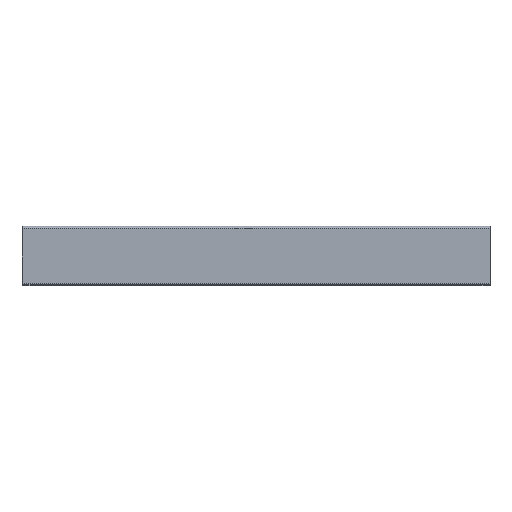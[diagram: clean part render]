
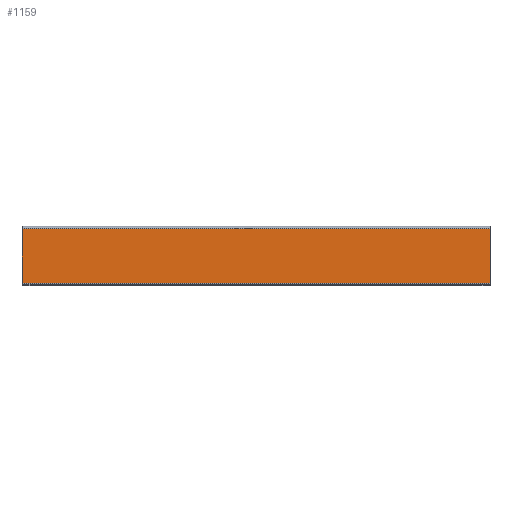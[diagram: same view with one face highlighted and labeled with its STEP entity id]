
A CAD part, top view. The second image highlights one B-rep face of the part: STEP entity #1159.
In plain terms, the highlighted planar face has unit normal (0, 0, 1).
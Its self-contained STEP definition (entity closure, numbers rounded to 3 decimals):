
#15 = ORIENTED_EDGE ( 'NONE', *, *, #1620, .F. ) ;
#84 = ORIENTED_EDGE ( 'NONE', *, *, #1384, .T. ) ;
#98 = EDGE_CURVE ( 'NONE', #1247, #681, #1340, .T. ) ;
#125 = PLANE ( 'NONE',  #168 ) ;
#137 = CARTESIAN_POINT ( 'NONE',  ( -298.5, -35., 0. ) ) ;
#168 = AXIS2_PLACEMENT_3D ( 'NONE', #494, #980, #770 ) ;
#189 = VECTOR ( 'NONE', #761, 1000. ) ;
#207 = CARTESIAN_POINT ( 'NONE',  ( 298.5, 35., 0. ) ) ;
#257 = CARTESIAN_POINT ( 'NONE',  ( 298.5, -35., 0. ) ) ;
#349 = VECTOR ( 'NONE', #1456, 1000. ) ;
#367 = CARTESIAN_POINT ( 'NONE',  ( 298.5, -38., 0. ) ) ;
#451 = VERTEX_POINT ( 'NONE', #1624 ) ;
#494 = CARTESIAN_POINT ( 'NONE',  ( 0., 0., 0. ) ) ;
#508 = CARTESIAN_POINT ( 'NONE',  ( 298.5, 35., 0. ) ) ;
#610 = DIRECTION ( 'NONE',  ( 0., 1., 0. ) ) ;
#681 = VERTEX_POINT ( 'NONE', #137 ) ;
#703 = DIRECTION ( 'NONE',  ( 0., -1., 0. ) ) ;
#728 = LINE ( 'NONE', #257, #189 ) ;
#742 = VERTEX_POINT ( 'NONE', #508 ) ;
#761 = DIRECTION ( 'NONE',  ( -1., 0., 0. ) ) ;
#770 = DIRECTION ( 'NONE',  ( 1., 0., 0. ) ) ;
#823 = CARTESIAN_POINT ( 'NONE',  ( -298.5, -38., 0. ) ) ;
#977 = VECTOR ( 'NONE', #610, 1000. ) ;
#980 = DIRECTION ( 'NONE',  ( 0., 0., 1. ) ) ;
#1013 = EDGE_LOOP ( 'NONE', ( #1500, #84, #1308, #15 ) ) ;
#1137 = EDGE_CURVE ( 'NONE', #451, #742, #1477, .T. ) ;
#1139 = VECTOR ( 'NONE', #703, 1000. ) ;
#1159 = ADVANCED_FACE ( 'NONE', ( #1602 ), #125, .T. ) ;
#1247 = VERTEX_POINT ( 'NONE', #1418 ) ;
#1308 = ORIENTED_EDGE ( 'NONE', *, *, #98, .T. ) ;
#1340 = LINE ( 'NONE', #823, #1139 ) ;
#1384 = EDGE_CURVE ( 'NONE', #742, #1247, #1585, .T. ) ;
#1418 = CARTESIAN_POINT ( 'NONE',  ( -298.5, 35., 0. ) ) ;
#1456 = DIRECTION ( 'NONE',  ( -1., 0., 0. ) ) ;
#1477 = LINE ( 'NONE', #367, #977 ) ;
#1500 = ORIENTED_EDGE ( 'NONE', *, *, #1137, .T. ) ;
#1585 = LINE ( 'NONE', #207, #349 ) ;
#1602 = FACE_OUTER_BOUND ( 'NONE', #1013, .T. ) ;
#1620 = EDGE_CURVE ( 'NONE', #451, #681, #728, .T. ) ;
#1624 = CARTESIAN_POINT ( 'NONE',  ( 298.5, -35., 0. ) ) ;
